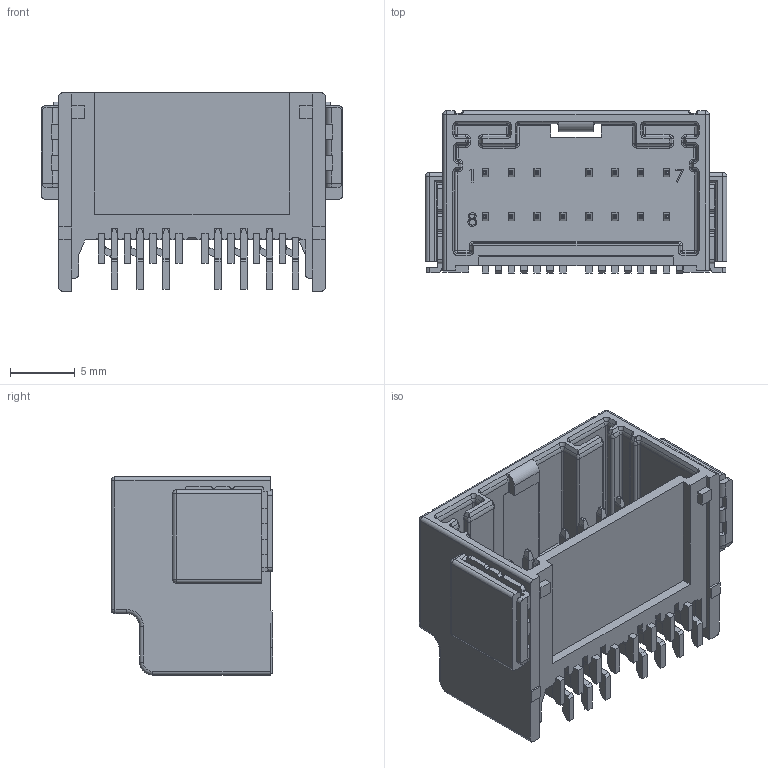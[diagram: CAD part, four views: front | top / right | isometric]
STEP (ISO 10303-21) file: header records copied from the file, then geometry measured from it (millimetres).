
FILE_DESCRIPTION (( 'STEP AP214' ), '1' );
FILE_NAME ('C_020_D_C_TR_SMT_15M_H_ASSY_(A)_Rev.1.STEP', '2022-09-23T10:32:44', ( 'jkhwang' ), ( '' ), 'SwSTEP 2.0', 'SolidWorks 2020', '' );
FILE_SCHEMA (( 'AUTOMOTIVE_DESIGN' ));
Length unit declared in the file: millimetre
Products named in the file (1): C_020_D_C_TR_SMT_15M_H_ASSY_(A)_Rev.1
Bounding box: 23.3 x 12.5 x 15.3 mm (x, y, z)
Volume: 1380.5 mm3; surface area: 3002.2 mm2
Topology: 1 solids, 1 shells, 1597 faces, 4235 edges, 2606 vertices
Faces by surface type: plane 969, cylinder 465, torus 58, cone 40, bspline 37, sphere 28
Entity records: 68572 total; most frequent: CARTESIAN_POINT 11858, ORIENTED_EDGE 8382, DIRECTION 7809, EDGE_CURVE 4191, VECTOR 3111, LINE 3111, VERTEX_POINT 2606, AXIS2_PLACEMENT_3D 2349
